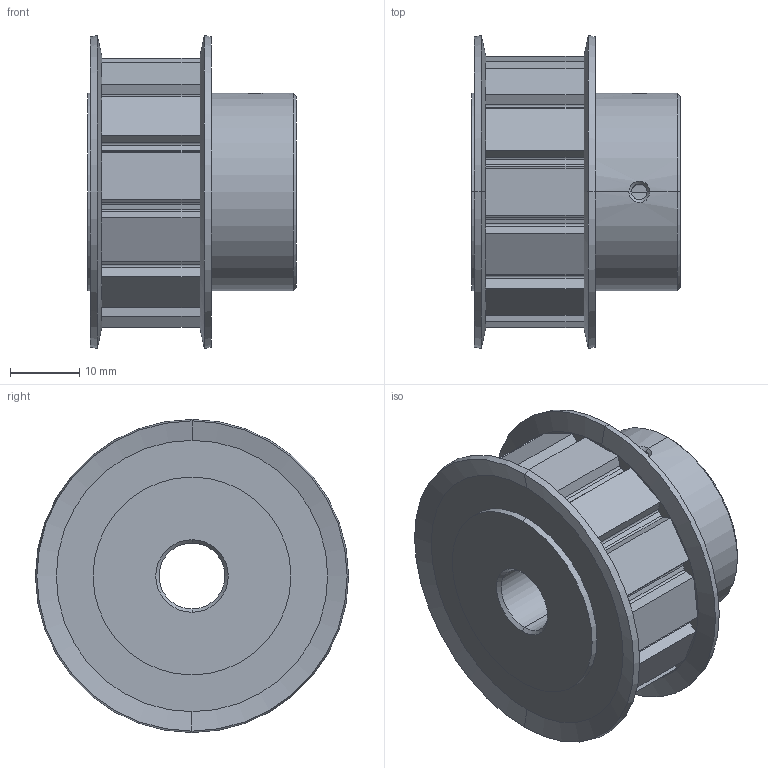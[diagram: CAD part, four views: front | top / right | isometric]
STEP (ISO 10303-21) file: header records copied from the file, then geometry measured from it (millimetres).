
FILE_DESCRIPTION (( 'STEP AP214' ), '1' );
FILE_NAME ('APB13L050BF-375.step', '2015-04-08T21:04:25', ( '' ), ( '' ), 'SwSTEP 2.0', 'SolidWorks 2014', '' );
FILE_SCHEMA (( 'AUTOMOTIVE_DESIGN' ));
Length unit declared in the file: inch
Products named in the file (1): APB13L050BF-375
Bounding box: 30.18 x 45.24 x 45.24 mm (x, y, z)
Volume: 26291.9 mm3; surface area: 8589 mm2
Topology: 1 solids, 1 shells, 122 faces, 335 edges, 217 vertices
Faces by surface type: cylinder 55, plane 45, cone 18, bspline 4
Entity records: 6006 total; most frequent: CARTESIAN_POINT 2788, DIRECTION 678, ORIENTED_EDGE 670, EDGE_CURVE 335, AXIS2_PLACEMENT_3D 243, VERTEX_POINT 217, LINE 192, VECTOR 192
